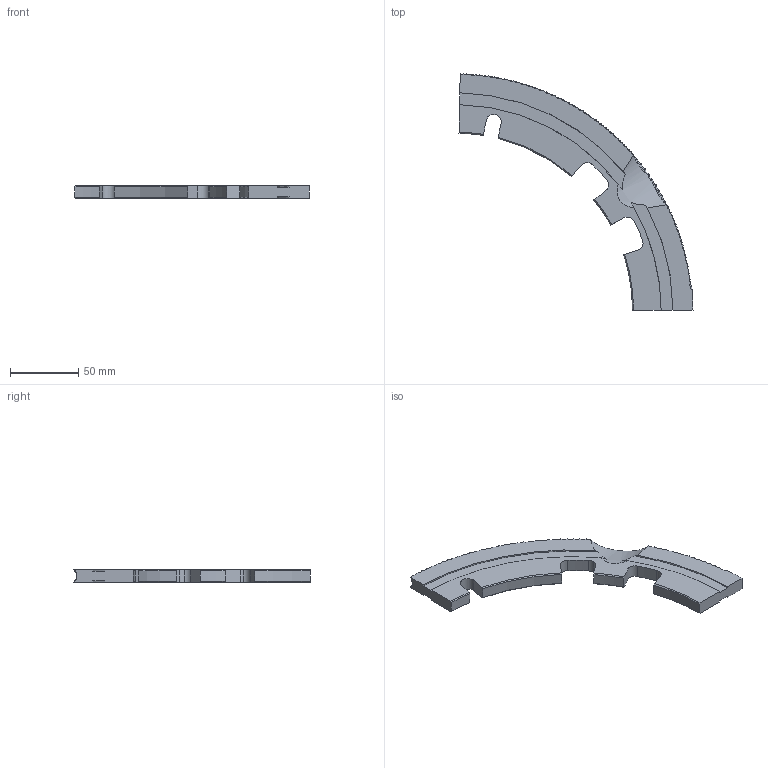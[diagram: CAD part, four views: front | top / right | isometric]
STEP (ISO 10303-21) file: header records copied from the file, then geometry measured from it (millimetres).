
FILE_DESCRIPTION (( 'STEP AP203' ), '1' );
FILE_NAME ('M5413-S.STEP', '2022-04-22T21:07:26', ( '' ), ( '' ), 'SwSTEP 2.0', 'SolidWorks 2020', '' );
FILE_SCHEMA (( 'CONFIG_CONTROL_DESIGN' ));
Length unit declared in the file: inch
Products named in the file (1): M5413-S
Bounding box: 172.02 x 174 x 9.49 mm (x, y, z)
Volume: 77561.9 mm3; surface area: 25527.3 mm2
Topology: 1 solids, 1 shells, 152 faces, 450 edges, 300 vertices
Faces by surface type: sphere 103, cylinder 22, plane 16, cone 8, torus 3
Entity records: 6938 total; most frequent: CARTESIAN_POINT 2787, ORIENTED_EDGE 900, DIRECTION 888, EDGE_CURVE 450, AXIS2_PLACEMENT_3D 411, VERTEX_POINT 300, CIRCLE 258, ADVANCED_FACE 152
